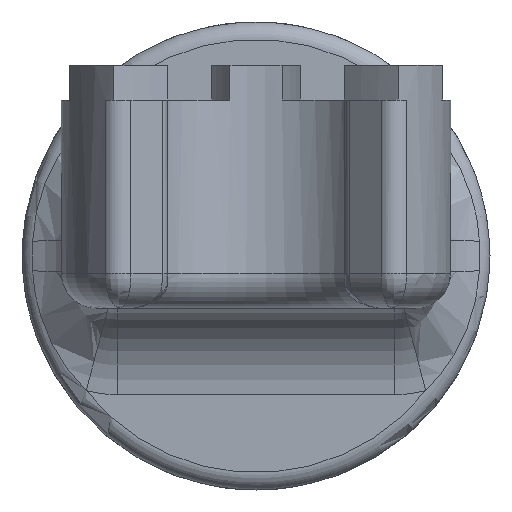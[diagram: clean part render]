
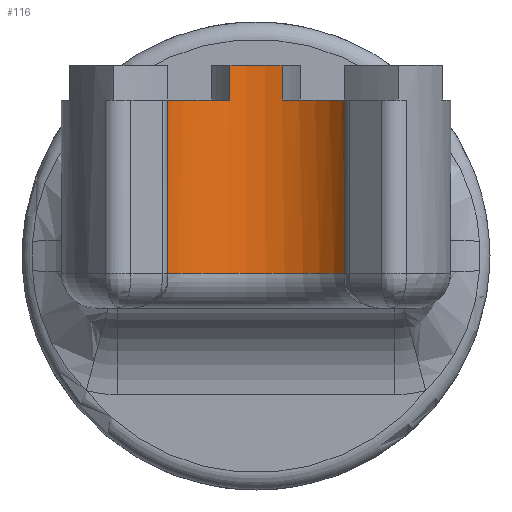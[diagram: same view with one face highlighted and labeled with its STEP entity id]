
A CAD part, left-side view. The second image highlights one B-rep face of the part: STEP entity #116.
In plain terms, the highlighted cylindrical face has radius 6.4 mm (diameter 12.8 mm), a partial arc.
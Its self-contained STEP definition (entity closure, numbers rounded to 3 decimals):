
#116 = ADVANCED_FACE( '', ( #308 ), #309, .F. );
#308 = FACE_OUTER_BOUND( '', #732, .T. );
#309 = CYLINDRICAL_SURFACE( '', #733, 6.4 );
#732 = EDGE_LOOP( '', ( #2739, #2740, #2741, #2742, #2743, #2744, #2745, #2746, #2747, #2748, #2749, #2750 ) );
#733 = AXIS2_PLACEMENT_3D( '', #2751, #2752, #2753 );
#2739 = ORIENTED_EDGE( '', *, *, #3410, .F. );
#2740 = ORIENTED_EDGE( '', *, *, #3411, .F. );
#2741 = ORIENTED_EDGE( '', *, *, #3412, .T. );
#2742 = ORIENTED_EDGE( '', *, *, #3413, .T. );
#2743 = ORIENTED_EDGE( '', *, *, #3414, .F. );
#2744 = ORIENTED_EDGE( '', *, *, #3415, .F. );
#2745 = ORIENTED_EDGE( '', *, *, #3416, .T. );
#2746 = ORIENTED_EDGE( '', *, *, #3417, .T. );
#2747 = ORIENTED_EDGE( '', *, *, #3418, .T. );
#2748 = ORIENTED_EDGE( '', *, *, #3419, .T. );
#2749 = ORIENTED_EDGE( '', *, *, #3420, .T. );
#2750 = ORIENTED_EDGE( '', *, *, #3421, .T. );
#2751 = CARTESIAN_POINT( '', ( -50., 0., 14. ) );
#2752 = DIRECTION( '', ( 0., 0., 1. ) );
#2753 = DIRECTION( '', ( -1., 0., 0. ) );
#3410 = EDGE_CURVE( '', #3698, #3699, #3700, .T. );
#3411 = EDGE_CURVE( '', #3701, #3698, #3702, .T. );
#3412 = EDGE_CURVE( '', #3701, #3703, #3704, .T. );
#3413 = EDGE_CURVE( '', #3703, #3705, #3706, .T. );
#3414 = EDGE_CURVE( '', #3707, #3705, #3708, .T. );
#3415 = EDGE_CURVE( '', #3709, #3707, #3710, .T. );
#3416 = EDGE_CURVE( '', #3709, #3711, #3712, .T. );
#3417 = EDGE_CURVE( '', #3711, #3713, #3714, .T. );
#3418 = EDGE_CURVE( '', #3713, #3715, #3716, .T. );
#3419 = EDGE_CURVE( '', #3715, #3717, #3718, .F. );
#3420 = EDGE_CURVE( '', #3717, #3719, #3720, .F. );
#3421 = EDGE_CURVE( '', #3719, #3699, #3721, .T. );
#3698 = VERTEX_POINT( '', #4181 );
#3699 = VERTEX_POINT( '', #4182 );
#3700 = LINE( '', #4183, #4184 );
#3701 = VERTEX_POINT( '', #4185 );
#3702 = CIRCLE( '', #4186, 6.4 );
#3703 = VERTEX_POINT( '', #4187 );
#3704 = LINE( '', #4188, #4189 );
#3705 = VERTEX_POINT( '', #4190 );
#3706 = CIRCLE( '', #4191, 6.4 );
#3707 = VERTEX_POINT( '', #4192 );
#3708 = LINE( '', #4193, #4194 );
#3709 = VERTEX_POINT( '', #4195 );
#3710 = CIRCLE( '', #4196, 6.4 );
#3711 = VERTEX_POINT( '', #4197 );
#3712 = LINE( '', #4198, #4199 );
#3713 = VERTEX_POINT( '', #4200 );
#3714 = CIRCLE( '', #4201, 6.4 );
#3715 = VERTEX_POINT( '', #4202 );
#3716 = LINE( '', #4203, #4204 );
#3717 = VERTEX_POINT( '', #4205 );
#3718 = CIRCLE( '', #4206, 6.4 );
#3719 = VERTEX_POINT( '', #4207 );
#3720 = LINE( '', #4208, #4209 );
#3721 = CIRCLE( '', #4210, 6.4 );
#4181 = CARTESIAN_POINT( '', ( -51.811, -6.139, 12. ) );
#4182 = CARTESIAN_POINT( '', ( -51.811, -6.139, 14. ) );
#4183 = CARTESIAN_POINT( '', ( -51.811, -6.139, 12. ) );
#4184 = VECTOR( '', #5703, 1000. );
#4185 = CARTESIAN_POINT( '', ( -43.779, -1.501, 12. ) );
#4186 = AXIS2_PLACEMENT_3D( '', #5704, #5705, #5706 );
#4187 = CARTESIAN_POINT( '', ( -43.779, -1.501, 14. ) );
#4188 = CARTESIAN_POINT( '', ( -43.779, -1.501, 12. ) );
#4189 = VECTOR( '', #5707, 1000. );
#4190 = CARTESIAN_POINT( '', ( -43.779, 1.501, 14. ) );
#4191 = AXIS2_PLACEMENT_3D( '', #5708, #5709, #5710 );
#4192 = CARTESIAN_POINT( '', ( -43.779, 1.501, 12. ) );
#4193 = CARTESIAN_POINT( '', ( -43.779, 1.501, 12. ) );
#4194 = VECTOR( '', #5711, 1000. );
#4195 = CARTESIAN_POINT( '', ( -51.811, 6.139, 12. ) );
#4196 = AXIS2_PLACEMENT_3D( '', #5712, #5713, #5714 );
#4197 = CARTESIAN_POINT( '', ( -51.811, 6.139, 14. ) );
#4198 = CARTESIAN_POINT( '', ( -51.811, 6.139, 12. ) );
#4199 = VECTOR( '', #5715, 1000. );
#4200 = CARTESIAN_POINT( '', ( -53.623, 5.276, 14. ) );
#4201 = AXIS2_PLACEMENT_3D( '', #5716, #5717, #5718 );
#4202 = CARTESIAN_POINT( '', ( -53.623, 5.276, 2. ) );
#4203 = CARTESIAN_POINT( '', ( -53.623, 5.276, 14. ) );
#4204 = VECTOR( '', #5719, 1000. );
#4205 = CARTESIAN_POINT( '', ( -53.623, -5.276, 2. ) );
#4206 = AXIS2_PLACEMENT_3D( '', #5720, #5721, #5722 );
#4207 = CARTESIAN_POINT( '', ( -53.623, -5.276, 14. ) );
#4208 = CARTESIAN_POINT( '', ( -53.623, -5.276, 14. ) );
#4209 = VECTOR( '', #5723, 1000. );
#4210 = AXIS2_PLACEMENT_3D( '', #5724, #5725, #5726 );
#5703 = DIRECTION( '', ( 0., 0., 1. ) );
#5704 = CARTESIAN_POINT( '', ( -50., 0., 12. ) );
#5705 = DIRECTION( '', ( 0., 0., -1. ) );
#5706 = DIRECTION( '', ( 0.594, 0.804, 0. ) );
#5707 = DIRECTION( '', ( 0., 0., 1. ) );
#5708 = CARTESIAN_POINT( '', ( -50., 0., 14. ) );
#5709 = DIRECTION( '', ( 0., 0., 1. ) );
#5710 = DIRECTION( '', ( -1., 0., 0. ) );
#5711 = DIRECTION( '', ( 0., 0., 1. ) );
#5712 = CARTESIAN_POINT( '', ( -50., 0., 12. ) );
#5713 = DIRECTION( '', ( 0., 0., -1. ) );
#5714 = DIRECTION( '', ( -1., 0., 0. ) );
#5715 = DIRECTION( '', ( 0., 0., 1. ) );
#5716 = CARTESIAN_POINT( '', ( -50., 0., 14. ) );
#5717 = DIRECTION( '', ( 0., 0., 1. ) );
#5718 = DIRECTION( '', ( -1., 0., 0. ) );
#5719 = DIRECTION( '', ( 0., 0., -1. ) );
#5720 = CARTESIAN_POINT( '', ( -50., 0., 2. ) );
#5721 = DIRECTION( '', ( 0., 0., 1. ) );
#5722 = DIRECTION( '', ( 1., 0., 0. ) );
#5723 = DIRECTION( '', ( 0., 0., -1. ) );
#5724 = CARTESIAN_POINT( '', ( -50., 0., 14. ) );
#5725 = DIRECTION( '', ( 0., 0., 1. ) );
#5726 = DIRECTION( '', ( -1., 0., 0. ) );
